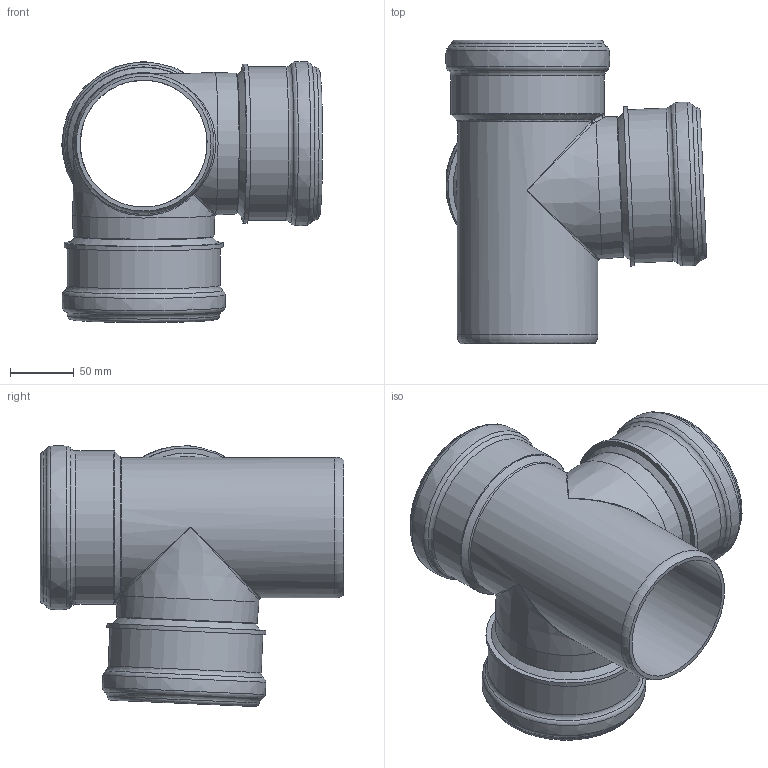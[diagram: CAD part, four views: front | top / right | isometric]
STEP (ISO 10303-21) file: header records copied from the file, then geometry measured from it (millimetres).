
FILE_DESCRIPTION(/* description */ (''),/* implementation_level */ '2;1');
FILE_NAME(/* name */ '335910 SKOLANsafeED Eckdoppelabzweig DN_OD 110_110_110_87° Zusammenbau.stp',/* time_stamp */ '2018-01-09T13:01:14+01:00',/* author */ ('user1'),/* organization */ (''),/* preprocessor_version */ 'ST-DEVELOPER v16.1',/* originating_system */ 'Autodesk Inventor 2016',/* authorisation */ '');
FILE_SCHEMA (('AUTOMOTIVE_DESIGN { 1 0 10303 214 3 1 1 }'));
Length unit declared in the file: millimetre
Products named in the file (3): 335910 SKED Eckdoppelabzweig DN_OD 110_110_110_87°; 335910 SKED Eckdoppelabzweig DN_OD 110_110_110_87° Teil 2; 335910 SKOLANsafeED Eckdoppelabzweig DN_OD 110_110_110_87° Zusamm
enbau
Assembly tree (3 placements, depth 2):
  335910 SKOLANsafeED Eckdoppelabzweig DN_OD 110_110_110_87° Zusamm
enbau
    335910 SKED Eckdoppelabzweig DN_OD 110_110_110_87°
    335910 SKED Eckdoppelabzweig DN_OD 110_110_110_87° Teil 2  x2
Bounding box: 204.77 x 238.2 x 204.77 mm (x, y, z)
Volume: 728176.6 mm3; surface area: 310281.9 mm2
Topology: 3 solids, 3 shells, 133 faces, 303 edges, 177 vertices
Faces by surface type: torus 52, cylinder 25, bspline 24, cone 19, plane 11, sphere 2
Full cylindrical faces by diameter (mm): 95 x2, 99.7 x3, 105 x2, 105.1 x2, 110.3 x1, 110.4 x2, 110.7 x2, 110.8 x1, 111 x1, 120.4 x3, 120.5 x2, 120.9 x1, 125 x2
Entity records: 4180 total; most frequent: CARTESIAN_POINT 2163, DIRECTION 386, ORIENTED_EDGE 344, AXIS2_PLACEMENT_3D 193, EDGE_LOOP 175, EDGE_CURVE 172, VERTEX_POINT 135, FACE_OUTER_BOUND 104
